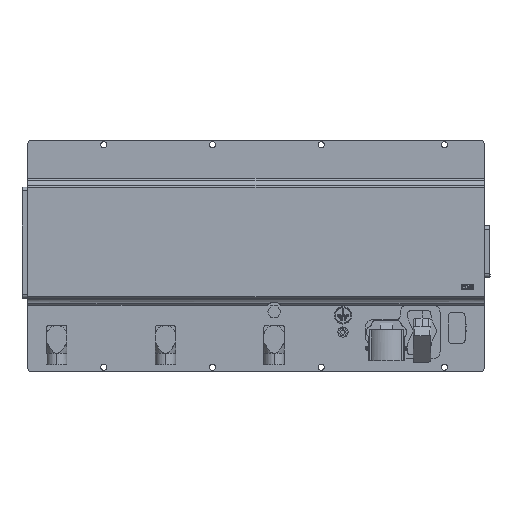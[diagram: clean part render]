
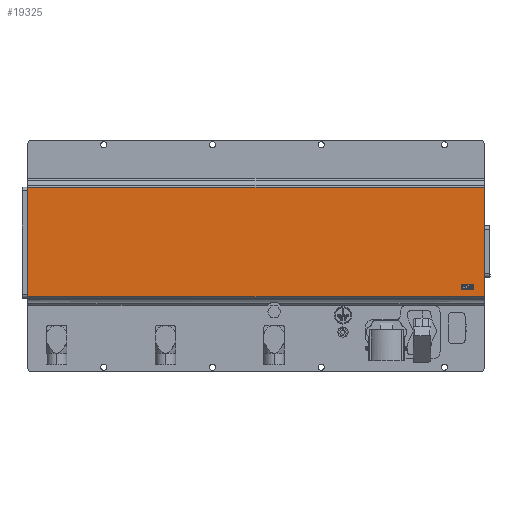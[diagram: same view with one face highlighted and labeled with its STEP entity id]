
A CAD part, front view. The second image highlights one B-rep face of the part: STEP entity #19325.
In plain terms, the highlighted face is planar.
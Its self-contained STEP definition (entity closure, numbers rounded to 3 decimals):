
#104 = CARTESIAN_POINT ( 'NONE',  ( 1100., 64.871, -1.1 ) ) ;
#345 = VERTEX_POINT ( 'NONE', #9820 ) ;
#366 = ORIENTED_EDGE ( 'NONE', *, *, #14026, .F. ) ;
#491 = DIRECTION ( 'NONE',  ( 1., 0., 0. ) ) ;
#669 = CARTESIAN_POINT ( 'NONE',  ( 0., 218., -1.1 ) ) ;
#779 = CARTESIAN_POINT ( 'NONE',  ( 0., 64.871, -1.1 ) ) ;
#977 = EDGE_CURVE ( 'NONE', #4557, #2749, #1452, .T. ) ;
#1351 = DIRECTION ( 'NONE',  ( 0., 1., 0. ) ) ;
#1452 = LINE ( 'NONE', #7349, #8765 ) ;
#1682 = EDGE_CURVE ( 'NONE', #14180, #4557, #9202, .T. ) ;
#2666 = DIRECTION ( 'NONE',  ( 0., 0., 1. ) ) ;
#2749 = VERTEX_POINT ( 'NONE', #16227 ) ;
#2893 = CARTESIAN_POINT ( 'NONE',  ( 1100., 216.129, -1.1 ) ) ;
#3127 = DIRECTION ( 'NONE',  ( 0., 1., 0. ) ) ;
#3216 = ORIENTED_EDGE ( 'NONE', *, *, #15656, .T. ) ;
#3351 = VERTEX_POINT ( 'NONE', #23326 ) ;
#3590 = ORIENTED_EDGE ( 'NONE', *, *, #3644, .T. ) ;
#3644 = EDGE_CURVE ( 'NONE', #3351, #11682, #6767, .T. ) ;
#3778 = AXIS2_PLACEMENT_3D ( 'NONE', #17265, #2666, #10340 ) ;
#3926 = EDGE_CURVE ( 'NONE', #14180, #11682, #17020, .T. ) ;
#3950 = DIRECTION ( 'NONE',  ( -1., 0., 0. ) ) ;
#4405 = LINE ( 'NONE', #669, #23233 ) ;
#4482 = VECTOR ( 'NONE', #3950, 1000. ) ;
#4557 = VERTEX_POINT ( 'NONE', #14319 ) ;
#5977 = DIRECTION ( 'NONE',  ( 0., 1., 0. ) ) ;
#6601 = EDGE_LOOP ( 'NONE', ( #7353, #3590, #9360, #22394, #16800, #3216, #366, #9846 ) ) ;
#6767 = LINE ( 'NONE', #9040, #7666 ) ;
#6861 = FACE_OUTER_BOUND ( 'NONE', #6601, .T. ) ;
#7349 = CARTESIAN_POINT ( 'NONE',  ( 0., 118.5, -1.1 ) ) ;
#7350 = VECTOR ( 'NONE', #21960, 1000. ) ;
#7353 = ORIENTED_EDGE ( 'NONE', *, *, #10039, .T. ) ;
#7666 = VECTOR ( 'NONE', #1351, 1000. ) ;
#7908 = VERTEX_POINT ( 'NONE', #17352 ) ;
#8016 = DIRECTION ( 'NONE',  ( 0., -1., 0. ) ) ;
#8059 = VECTOR ( 'NONE', #5977, 1000. ) ;
#8765 = VECTOR ( 'NONE', #11068, 1000. ) ;
#9040 = CARTESIAN_POINT ( 'NONE',  ( 630., 218., -1.1 ) ) ;
#9152 = VECTOR ( 'NONE', #3127, 1000. ) ;
#9202 = LINE ( 'NONE', #14674, #7350 ) ;
#9360 = ORIENTED_EDGE ( 'NONE', *, *, #3926, .F. ) ;
#9583 = CARTESIAN_POINT ( 'NONE',  ( 0., 216.129, -1.1 ) ) ;
#9820 = CARTESIAN_POINT ( 'NONE',  ( 630., 64.871, -1.1 ) ) ;
#9846 = ORIENTED_EDGE ( 'NONE', *, *, #18027, .T. ) ;
#9985 = VECTOR ( 'NONE', #491, 1000. ) ;
#10039 = EDGE_CURVE ( 'NONE', #7908, #3351, #13764, .T. ) ;
#10340 = DIRECTION ( 'NONE',  ( 0., 1., 0. ) ) ;
#11068 = DIRECTION ( 'NONE',  ( 0., -1., 0. ) ) ;
#11682 = VERTEX_POINT ( 'NONE', #15211 ) ;
#13764 = LINE ( 'NONE', #21048, #8059 ) ;
#14026 = EDGE_CURVE ( 'NONE', #345, #16999, #15194, .T. ) ;
#14180 = VERTEX_POINT ( 'NONE', #9583 ) ;
#14319 = CARTESIAN_POINT ( 'NONE',  ( 0., 186.679, -1.1 ) ) ;
#14674 = CARTESIAN_POINT ( 'NONE',  ( 0., 218., -1.1 ) ) ;
#15194 = LINE ( 'NONE', #104, #4482 ) ;
#15211 = CARTESIAN_POINT ( 'NONE',  ( 630., 216.129, -1.1 ) ) ;
#15656 = EDGE_CURVE ( 'NONE', #2749, #16999, #4405, .T. ) ;
#16227 = CARTESIAN_POINT ( 'NONE',  ( 0., 121.321, -1.1 ) ) ;
#16800 = ORIENTED_EDGE ( 'NONE', *, *, #977, .T. ) ;
#16999 = VERTEX_POINT ( 'NONE', #779 ) ;
#17020 = LINE ( 'NONE', #2893, #9985 ) ;
#17265 = CARTESIAN_POINT ( 'NONE',  ( 0., 0., -1.1 ) ) ;
#17352 = CARTESIAN_POINT ( 'NONE',  ( 630., 67.821, -1.1 ) ) ;
#17607 = LINE ( 'NONE', #19526, #9152 ) ;
#18027 = EDGE_CURVE ( 'NONE', #345, #7908, #17607, .T. ) ;
#19178 = PLANE ( 'NONE',  #3778 ) ;
#19325 = ADVANCED_FACE ( 'NONE', ( #6861 ), #19178, .T. ) ;
#19526 = CARTESIAN_POINT ( 'NONE',  ( 630., 218., -1.1 ) ) ;
#21048 = CARTESIAN_POINT ( 'NONE',  ( 630., 218., -1.1 ) ) ;
#21960 = DIRECTION ( 'NONE',  ( 0., -1., 0. ) ) ;
#22394 = ORIENTED_EDGE ( 'NONE', *, *, #1682, .T. ) ;
#23233 = VECTOR ( 'NONE', #8016, 1000. ) ;
#23326 = CARTESIAN_POINT ( 'NONE',  ( 630., 215.179, -1.1 ) ) ;
